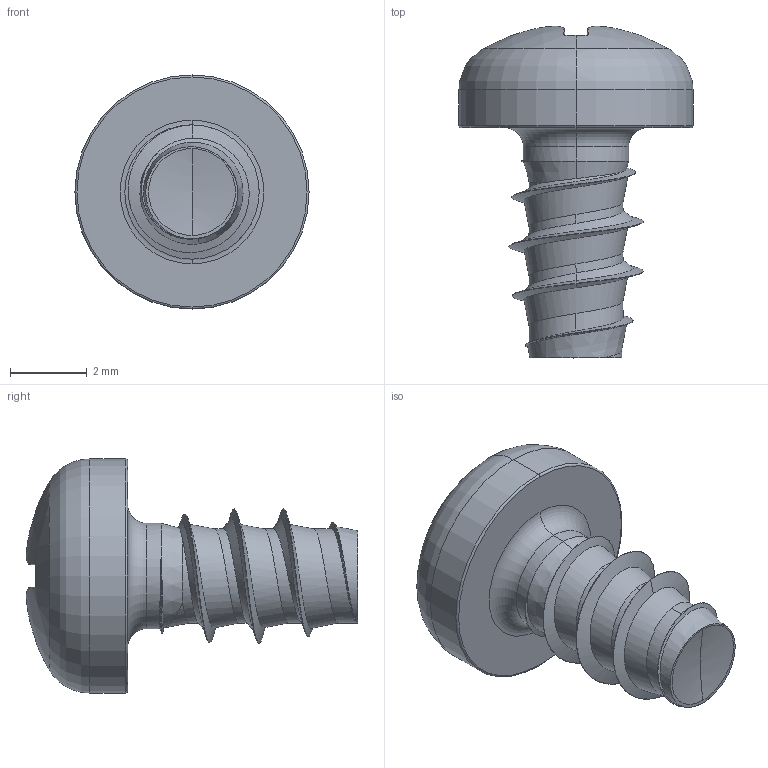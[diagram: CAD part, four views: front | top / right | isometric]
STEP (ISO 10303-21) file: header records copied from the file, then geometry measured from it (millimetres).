
FILE_DESCRIPTION (( 'STEP AP203' ), '1' );
FILE_NAME ('STP320350060.STEP', '2017-08-15T14:18:46', ( '' ), ( '' ), 'SwSTEP 2.0', 'SolidWorks 2015', '' );
FILE_SCHEMA (( 'CONFIG_CONTROL_DESIGN' ));
Length unit declared in the file: millimetre
Products named in the file (1): STP320350060
Bounding box: 6.1 x 8.65 x 6.1 mm (x, y, z)
Volume: 90.3 mm3; surface area: 169.8 mm2
Topology: 1 solids, 1 shells, 170 faces, 381 edges, 213 vertices
Faces by surface type: bspline 51, cylinder 33, torus 28, sphere 28, plane 22, cone 8
Entity records: 12173 total; most frequent: CARTESIAN_POINT 8677, ORIENTED_EDGE 758, DIRECTION 679, EDGE_CURVE 379, AXIS2_PLACEMENT_3D 307, VERTEX_POINT 213, CIRCLE 187, EDGE_LOOP 172
